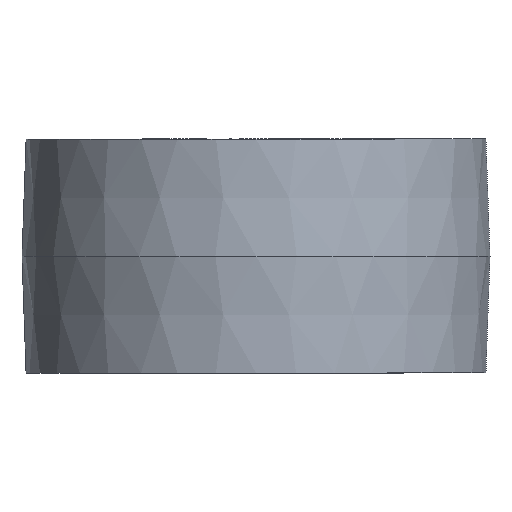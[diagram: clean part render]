
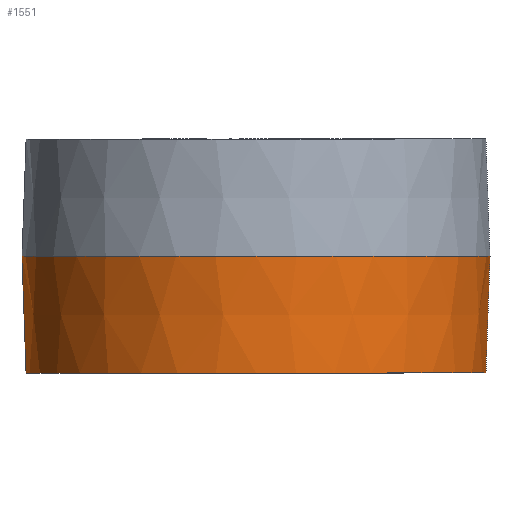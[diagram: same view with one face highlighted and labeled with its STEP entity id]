
A CAD part, front view. The second image highlights one B-rep face of the part: STEP entity #1551.
In plain terms, the highlighted conical face has half-angle 2 degrees and reference radius 24.956 mm.
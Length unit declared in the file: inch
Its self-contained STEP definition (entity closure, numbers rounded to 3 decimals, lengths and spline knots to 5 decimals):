
#214 = EDGE_CURVE ( 'NONE', #985, #371, #7294, .T. ) ;
#312 = VECTOR ( 'NONE', #6674, 39.37008 ) ;
#371 = VERTEX_POINT ( 'NONE', #5401 ) ;
#427 = LINE ( 'NONE', #846, #5623 ) ;
#585 = DIRECTION ( 'NONE',  ( 0., 0., 1. ) ) ;
#846 = CARTESIAN_POINT ( 'NONE',  ( 0.5, 0., -0.98254 ) ) ;
#985 = VERTEX_POINT ( 'NONE', #5331 ) ;
#1177 = ORIENTED_EDGE ( 'NONE', *, *, #214, .T. ) ;
#1186 = AXIS2_PLACEMENT_3D ( 'NONE', #8064, #7344, #2302 ) ;
#1551 = ADVANCED_FACE ( 'NONE', ( #7270 ), #6816, .T. ) ;
#1681 = CARTESIAN_POINT ( 'NONE',  ( 0.5, 0., 0.98254 ) ) ;
#1769 = DIRECTION ( 'NONE',  ( 0., 0., 1. ) ) ;
#2302 = DIRECTION ( 'NONE',  ( 0., 0., 1. ) ) ;
#2465 = CARTESIAN_POINT ( 'NONE',  ( 0., 0., 1. ) ) ;
#2633 = CARTESIAN_POINT ( 'NONE',  ( 0.5, 0., 0. ) ) ;
#3073 = CARTESIAN_POINT ( 'NONE',  ( 0., 0., 0. ) ) ;
#3360 = VERTEX_POINT ( 'NONE', #2465 ) ;
#3567 = AXIS2_PLACEMENT_3D ( 'NONE', #3073, #4477, #1769 ) ;
#4414 = LINE ( 'NONE', #1681, #312 ) ;
#4477 = DIRECTION ( 'NONE',  ( -1., 0., 0. ) ) ;
#5331 = CARTESIAN_POINT ( 'NONE',  ( 0.5, 0., -0.98254 ) ) ;
#5401 = CARTESIAN_POINT ( 'NONE',  ( 0.5, 0., 0.98254 ) ) ;
#5528 = CIRCLE ( 'NONE', #3567, 1. ) ;
#5589 = CARTESIAN_POINT ( 'NONE',  ( 0., 0., -1. ) ) ;
#5610 = EDGE_CURVE ( 'NONE', #8096, #3360, #5528, .T. ) ;
#5623 = VECTOR ( 'NONE', #5813, 39.37008 ) ;
#5719 = EDGE_CURVE ( 'NONE', #371, #3360, #4414, .T. ) ;
#5813 = DIRECTION ( 'NONE',  ( -0.999, 0., -0.035 ) ) ;
#6435 = EDGE_LOOP ( 'NONE', ( #7731, #1177, #8725, #8758 ) ) ;
#6674 = DIRECTION ( 'NONE',  ( -0.999, 0., 0.035 ) ) ;
#6816 = CONICAL_SURFACE ( 'NONE', #8529, 0.98254, 0.035 ) ;
#7242 = EDGE_CURVE ( 'NONE', #985, #8096, #427, .T. ) ;
#7270 = FACE_OUTER_BOUND ( 'NONE', #6435, .T. ) ;
#7294 = CIRCLE ( 'NONE', #1186, 0.98254 ) ;
#7344 = DIRECTION ( 'NONE',  ( -1., 0., 0. ) ) ;
#7731 = ORIENTED_EDGE ( 'NONE', *, *, #7242, .F. ) ;
#8064 = CARTESIAN_POINT ( 'NONE',  ( 0.5, 0., 0. ) ) ;
#8096 = VERTEX_POINT ( 'NONE', #5589 ) ;
#8529 = AXIS2_PLACEMENT_3D ( 'NONE', #2633, #9108, #585 ) ;
#8725 = ORIENTED_EDGE ( 'NONE', *, *, #5719, .T. ) ;
#8758 = ORIENTED_EDGE ( 'NONE', *, *, #5610, .F. ) ;
#9108 = DIRECTION ( 'NONE',  ( -1., 0., 0. ) ) ;
